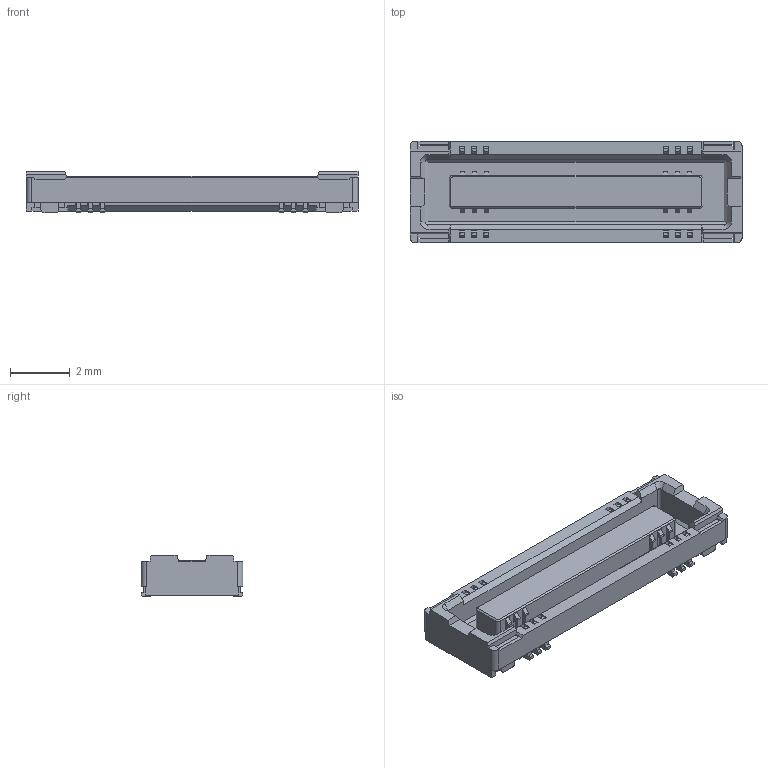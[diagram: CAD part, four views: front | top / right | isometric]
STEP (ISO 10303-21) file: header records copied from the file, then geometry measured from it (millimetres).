
FILE_DESCRIPTION(/* description */ (''),/* implementation_level */ '2;1');
FILE_NAME(/* name */ 'MOLEX_51338-0474.stp',/* time_stamp */ '2016-11-14T14:16:07+01:00',/* author */ ('jchouvet'),/* organization */ (''),/* preprocessor_version */ 'ST-DEVELOPER v16.1',/* originating_system */ 'AutoCAD Mechanical',/* authorisation */ '');
FILE_SCHEMA (('AUTOMOTIVE_DESIGN { 1 0 10303 214 3 1 1 }'));
Length unit declared in the file: millimetre
Products named in the file (1): Product
Bounding box: 11.1 x 3.41 x 1.4 mm (x, y, z)
Volume: 28.6 mm3; surface area: 190.3 mm2
Topology: 45 solids, 45 shells, 786 faces, 2078 edges, 1352 vertices
Faces by surface type: plane 746, cylinder 32, cone 8
Entity records: 23856 total; most frequent: CARTESIAN_POINT 4217, ORIENTED_EDGE 4156, DIRECTION 3732, EDGE_CURVE 2078, LINE 1998, VECTOR 1998, VERTEX_POINT 1352, AXIS2_PLACEMENT_3D 867
